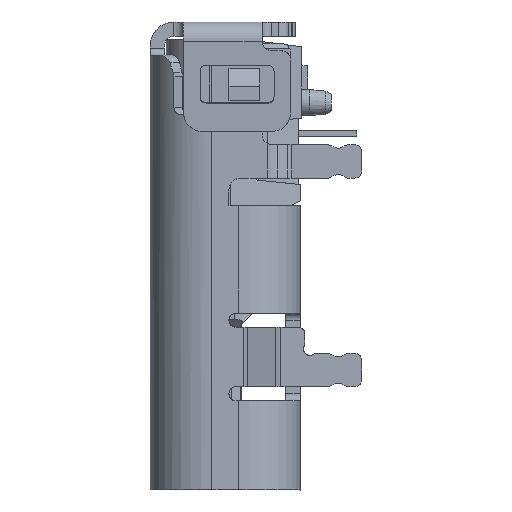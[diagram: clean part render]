
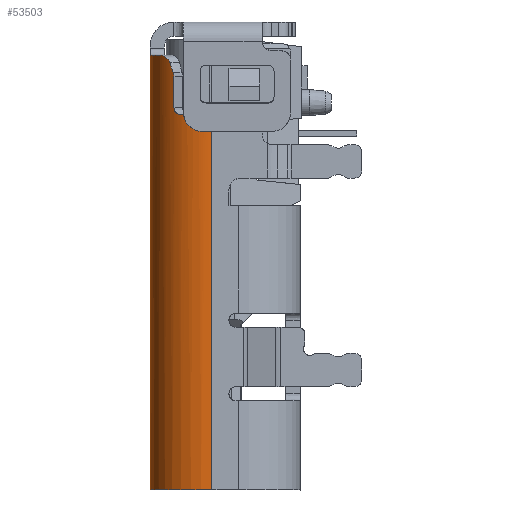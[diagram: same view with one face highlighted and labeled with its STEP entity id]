
A CAD part, left-side view. The second image highlights one B-rep face of the part: STEP entity #53503.
In plain terms, the highlighted cylindrical face has radius 1.3 mm (diameter 2.6 mm), a partial arc.
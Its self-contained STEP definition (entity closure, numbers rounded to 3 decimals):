
#649=CARTESIAN_POINT('',(43.264,-0.935,
-30.764));
#650=DIRECTION('',(0.,0.,-1.));
#651=DIRECTION('',(-1.,0.,0.));
#652=AXIS2_PLACEMENT_3D('',#649,#650,#651);
#8871=CARTESIAN_POINT('',(41.964,-0.935,
-22.892));
#16510=CARTESIAN_POINT('',(41.965,-0.875,
-22.904));
#16511=CARTESIAN_POINT('',(41.965,-0.882,
-22.904));
#16512=CARTESIAN_POINT('',(41.965,-0.896,
-22.903));
#16513=CARTESIAN_POINT('',(41.964,-0.916,
-22.899));
#16514=CARTESIAN_POINT('',(41.964,-0.929,
-22.895));
#16515=CARTESIAN_POINT('',(41.964,-0.935,
-22.892));
#16517=DIRECTION('',(0.,0.,-1.));
#16518=VECTOR('',#16517,9.17);
#16519=CARTESIAN_POINT('',(43.264,0.365,
-21.444));
#16520=LINE('',#16519,#16518);
#16521=CARTESIAN_POINT('',(43.069,0.35,
-21.594));
#16522=CARTESIAN_POINT('',(43.09,0.354,
-21.594));
#16523=CARTESIAN_POINT('',(43.13,0.359,
-21.589));
#16524=CARTESIAN_POINT('',(43.185,0.363,
-21.567));
#16525=CARTESIAN_POINT('',(43.229,0.365,
-21.534));
#16526=CARTESIAN_POINT('',(43.257,0.365,
-21.492));
#16527=CARTESIAN_POINT('',(43.264,0.365,
-21.461));
#16528=CARTESIAN_POINT('',(43.264,0.365,
-21.444));
#16530=DIRECTION('',(0.,0.,1.));
#16531=VECTOR('',#16530,7.872);
#16532=CARTESIAN_POINT('',(41.964,-0.935,
-30.764));
#16533=LINE('',#16532,#16531);
#16534=DIRECTION('',(0.,0.,-1.));
#16535=VECTOR('',#16534,0.15);
#16536=CARTESIAN_POINT('',(43.264,0.365,
-30.614));
#16537=LINE('',#16536,#16535);
#16547=CARTESIAN_POINT('',(43.264,-0.935,
-21.594));
#16548=DIRECTION('',(0.,0.,1.));
#16549=DIRECTION('',(-0.15,0.989,0.));
#16550=AXIS2_PLACEMENT_3D('',#16547,#16548,#16549);
#16565=CARTESIAN_POINT('',(42.553,0.153,
-21.594));
#16566=CARTESIAN_POINT('',(42.529,0.138,
-21.594));
#16567=CARTESIAN_POINT('',(42.485,0.107,
-21.599));
#16568=CARTESIAN_POINT('',(42.426,0.059,
-21.621));
#16569=CARTESIAN_POINT('',(42.376,0.015,
-21.656));
#16570=CARTESIAN_POINT('',(42.338,-0.022,
-21.701));
#16571=CARTESIAN_POINT('',(42.321,-0.04,
-21.737));
#16572=CARTESIAN_POINT('',(42.315,-0.047,
-21.756));
#16585=CARTESIAN_POINT('',(42.315,-0.047,
-21.756));
#16586=CARTESIAN_POINT('',(42.308,-0.055,
-21.778));
#16587=CARTESIAN_POINT('',(42.293,-0.07,
-21.821));
#16588=CARTESIAN_POINT('',(42.272,-0.094,
-21.886));
#16589=CARTESIAN_POINT('',(42.259,-0.11,
-21.93));
#16590=CARTESIAN_POINT('',(42.252,-0.119,
-21.952));
#16603=CARTESIAN_POINT('',(42.252,-0.119,
-21.952));
#16604=CARTESIAN_POINT('',(42.249,-0.122,
-21.961));
#16605=CARTESIAN_POINT('',(42.245,-0.128,
-21.98));
#16606=CARTESIAN_POINT('',(42.24,-0.134,
-22.01));
#16607=CARTESIAN_POINT('',(42.239,-0.135,
-22.029));
#16608=CARTESIAN_POINT('',(42.239,-0.135,
-22.039));
#16618=DIRECTION('',(0.,0.,-1.));
#16619=VECTOR('',#16618,0.665);
#16620=CARTESIAN_POINT('',(42.239,-0.135,
-22.039));
#16621=LINE('',#16620,#16619);
#16635=CARTESIAN_POINT('',(42.239,-0.135,
-22.704));
#16636=CARTESIAN_POINT('',(42.239,-0.135,
-22.72));
#16637=CARTESIAN_POINT('',(42.235,-0.14,
-22.751));
#16638=CARTESIAN_POINT('',(42.218,-0.162,
-22.794));
#16639=CARTESIAN_POINT('',(42.193,-0.198,
-22.828));
#16640=CARTESIAN_POINT('',(42.162,-0.245,
-22.849));
#16641=CARTESIAN_POINT('',(42.141,-0.279,
-22.854));
#16642=CARTESIAN_POINT('',(42.131,-0.298,
-22.854));
#16653=CARTESIAN_POINT('',(43.264,-0.935,
-22.854));
#16654=DIRECTION('',(0.,0.,1.));
#16655=DIRECTION('',(-0.872,0.49,0.));
#16656=AXIS2_PLACEMENT_3D('',#16653,#16654,#16655);
#16669=CARTESIAN_POINT('',(41.993,-0.661,
-22.854));
#16670=CARTESIAN_POINT('',(41.989,-0.679,
-22.854));
#16671=CARTESIAN_POINT('',(41.983,-0.712,
-22.857));
#16672=CARTESIAN_POINT('',(41.975,-0.762,
-22.868));
#16673=CARTESIAN_POINT('',(41.972,-0.792,
-22.88));
#16674=CARTESIAN_POINT('',(41.971,-0.806,
-22.888));
#16687=CARTESIAN_POINT('',(41.971,-0.806,
-22.888));
#16688=CARTESIAN_POINT('',(41.97,-0.813,
-22.891));
#16689=CARTESIAN_POINT('',(41.969,-0.827,
-22.897));
#16690=CARTESIAN_POINT('',(41.967,-0.851,
-22.903));
#16691=CARTESIAN_POINT('',(41.966,-0.867,
-22.904));
#16692=CARTESIAN_POINT('',(41.965,-0.875,
-22.904));
#19814=VERTEX_POINT('',#8871);
#19968=CARTESIAN_POINT('',(43.264,0.365,
-21.444));
#19970=VERTEX_POINT('',#19968);
#20081=CARTESIAN_POINT('',(43.069,0.35,
-21.594));
#20082=CARTESIAN_POINT('',(42.553,0.153,
-21.594));
#20083=VERTEX_POINT('',#20081);
#20084=VERTEX_POINT('',#20082);
#20085=VERTEX_POINT('',#16669);
#20086=VERTEX_POINT('',#16674);
#20087=VERTEX_POINT('',#16635);
#20088=VERTEX_POINT('',#16642);
#20089=CARTESIAN_POINT('',(42.239,-0.135,
-22.039));
#20090=VERTEX_POINT('',#20089);
#20140=VERTEX_POINT('',#16510);
#20177=VERTEX_POINT('',#16603);
#20178=VERTEX_POINT('',#16585);
#20284=CARTESIAN_POINT('',(41.964,-0.935,
-30.764));
#20285=VERTEX_POINT('',#20284);
#20286=CARTESIAN_POINT('',(43.264,0.365,
-30.614));
#20287=CARTESIAN_POINT('',(43.264,0.365,
-30.764));
#20288=VERTEX_POINT('',#20286);
#20289=VERTEX_POINT('',#20287);
#53472=CARTESIAN_POINT('',(43.264,-0.935,
-21.261));
#53473=DIRECTION('',(0.,0.,-1.));
#53474=DIRECTION('',(-1.,0.,0.));
#53475=AXIS2_PLACEMENT_3D('',#53472,#53473,#53474);
#53476=CYLINDRICAL_SURFACE('',#53475,1.3);
#53477=ORIENTED_EDGE('',*,*,#33565,.F.);
#53478=ORIENTED_EDGE('',*,*,#38028,.F.);
#53480=ORIENTED_EDGE('',*,*,#53479,.T.);
#53482=ORIENTED_EDGE('',*,*,#53481,.T.);
#53484=ORIENTED_EDGE('',*,*,#53483,.T.);
#53486=ORIENTED_EDGE('',*,*,#53485,.T.);
#53488=ORIENTED_EDGE('',*,*,#53487,.T.);
#53490=ORIENTED_EDGE('',*,*,#53489,.T.);
#53492=ORIENTED_EDGE('',*,*,#53491,.T.);
#53494=ORIENTED_EDGE('',*,*,#53493,.T.);
#53496=ORIENTED_EDGE('',*,*,#53495,.T.);
#53497=ORIENTED_EDGE('',*,*,#53465,.T.);
#53498=ORIENTED_EDGE('',*,*,#38201,.F.);
#53499=ORIENTED_EDGE('',*,*,#22937,.T.);
#53500=ORIENTED_EDGE('',*,*,#33567,.F.);
#53501=EDGE_LOOP('',(#53477,#53478,#53480,#53482,#53484,#53486,#53488,#53490,
#53492,#53494,#53496,#53497,#53498,#53499,#53500));
#53502=FACE_OUTER_BOUND('',#53501,.F.);
#653=CIRCLE('',#652,1.3);
#16516=B_SPLINE_CURVE_WITH_KNOTS('',3,(#16510,#16511,#16512,#16513,#16514,
#16515),.UNSPECIFIED.,.F.,.F.,(4,1,1,4),(0.,0.333,
0.667,1.),.UNSPECIFIED.);
#16529=B_SPLINE_CURVE_WITH_KNOTS('',3,(#16521,#16522,#16523,#16524,#16525,
#16526,#16527,#16528),.UNSPECIFIED.,.F.,.F.,(4,1,1,1,1,4),(0.,0.2,0.4,
0.6,0.8,1.),.UNSPECIFIED.);
#16551=CIRCLE('',#16550,1.3);
#16573=B_SPLINE_CURVE_WITH_KNOTS('',3,(#16565,#16566,#16567,#16568,#16569,
#16570,#16571,#16572),.UNSPECIFIED.,.F.,.F.,(4,1,1,1,1,4),(0.,0.2,0.4,
0.6,0.8,1.),.UNSPECIFIED.);
#16591=B_SPLINE_CURVE_WITH_KNOTS('',3,(#16585,#16586,#16587,#16588,#16589,
#16590),.UNSPECIFIED.,.F.,.F.,(4,1,1,4),(0.,0.333,
0.667,1.),.UNSPECIFIED.);
#16609=B_SPLINE_CURVE_WITH_KNOTS('',3,(#16603,#16604,#16605,#16606,#16607,
#16608),.UNSPECIFIED.,.F.,.F.,(4,1,1,4),(0.,0.333,
0.667,1.),.UNSPECIFIED.);
#16643=B_SPLINE_CURVE_WITH_KNOTS('',3,(#16635,#16636,#16637,#16638,#16639,
#16640,#16641,#16642),.UNSPECIFIED.,.F.,.F.,(4,1,1,1,1,4),(0.,0.2,0.4,
0.6,0.8,1.),.UNSPECIFIED.);
#16657=CIRCLE('',#16656,1.3);
#16675=B_SPLINE_CURVE_WITH_KNOTS('',3,(#16669,#16670,#16671,#16672,#16673,
#16674),.UNSPECIFIED.,.F.,.F.,(4,1,1,4),(0.,0.333,
0.667,1.),.UNSPECIFIED.);
#16693=B_SPLINE_CURVE_WITH_KNOTS('',3,(#16687,#16688,#16689,#16690,#16691,
#16692),.UNSPECIFIED.,.F.,.F.,(4,1,1,4),(0.,0.333,
0.667,1.),.UNSPECIFIED.);
#22937=EDGE_CURVE('',#20285,#20289,#653,.T.);
#33565=EDGE_CURVE('',#19970,#20288,#16520,.T.);
#33567=EDGE_CURVE('',#20288,#20289,#16537,.T.);
#38028=EDGE_CURVE('',#20083,#19970,#16529,.T.);
#38201=EDGE_CURVE('',#20285,#19814,#16533,.T.);
#53465=EDGE_CURVE('',#20140,#19814,#16516,.T.);
#53479=EDGE_CURVE('',#20083,#20084,#16551,.T.);
#53481=EDGE_CURVE('',#20084,#20178,#16573,.T.);
#53483=EDGE_CURVE('',#20178,#20177,#16591,.T.);
#53485=EDGE_CURVE('',#20177,#20090,#16609,.T.);
#53487=EDGE_CURVE('',#20090,#20087,#16621,.T.);
#53489=EDGE_CURVE('',#20087,#20088,#16643,.T.);
#53491=EDGE_CURVE('',#20088,#20085,#16657,.T.);
#53493=EDGE_CURVE('',#20085,#20086,#16675,.T.);
#53495=EDGE_CURVE('',#20086,#20140,#16693,.T.);
#53503=ADVANCED_FACE('',(#53502),#53476,.T.);
